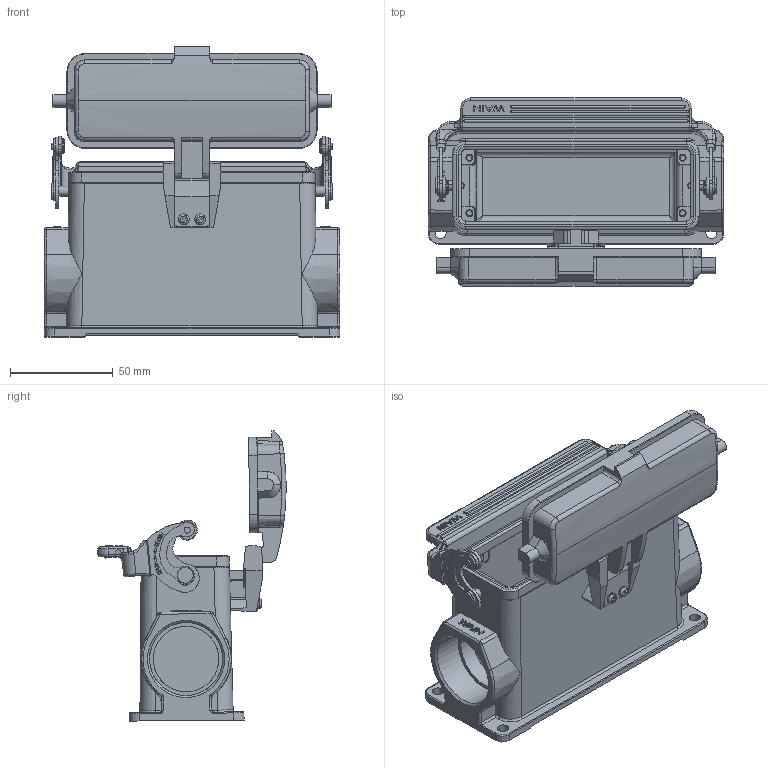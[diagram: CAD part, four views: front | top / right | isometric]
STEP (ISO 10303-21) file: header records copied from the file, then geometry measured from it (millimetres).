
FILE_DESCRIPTION(/* description */ (''),/* implementation_level */ '2;1');
FILE_NAME(/* name */ '3D_1240242615012_HV24B-SFH-1L_SC-CV-PG29_V1.1.stp',/* time_stamp */ '2024-01-12T17:22:01+08:00',/* author */ (''),/* organization */ (''),/* preprocessor_version */ 'ST-DEVELOPER v18.1',/* originating_system */ 'SIEMENS PLM Software NX 1980',/* authorisation */ '');
FILE_SCHEMA (('AUTOMOTIVE_DESIGN { 1 0 10303 214 3 1 1 1 }'));
Products named in the file (1): 145919DCBBD54fo4
Bounding box: 144 x 91.75 x 141.5 mm (x, y, z)
Volume: 217024.1 mm3; surface area: 110693.7 mm2
Topology: 7 solids, 26 shells, 1611 faces, 4583 edges, 3085 vertices
Faces by surface type: plane 749, cylinder 616, torus 102, cone 62, extrusion 35, bspline 32, sphere 15
Full cylindrical faces by diameter (mm): 32 x1, 35.6 x1
Entity records: 57561 total; most frequent: CARTESIAN_POINT 17963, ORIENTED_EDGE 9120, DIRECTION 6971, EDGE_CURVE 4560, VERTEX_POINT 3083, AXIS2_PLACEMENT_3D 2487, VECTOR 1997, LINE 1962
